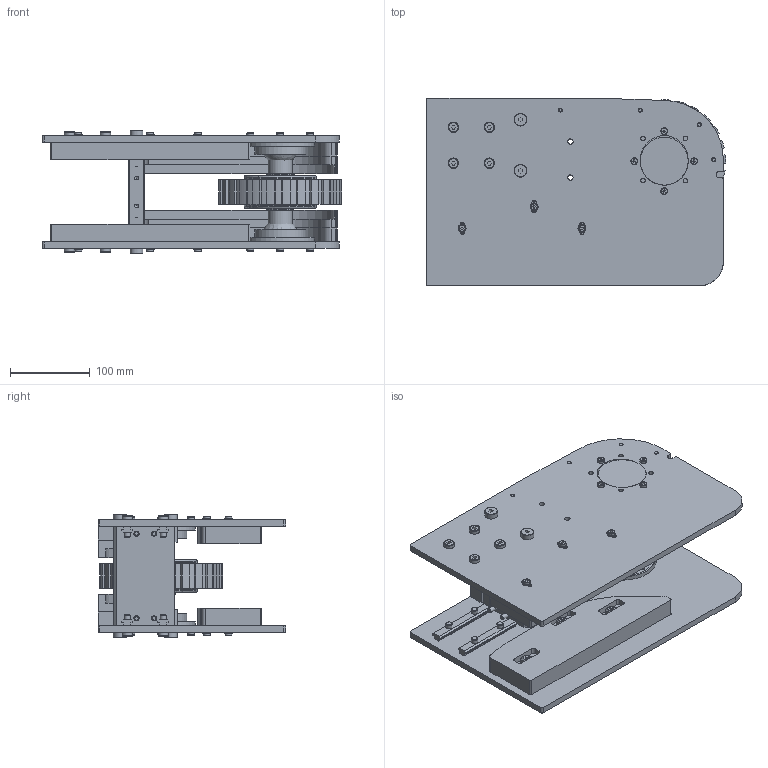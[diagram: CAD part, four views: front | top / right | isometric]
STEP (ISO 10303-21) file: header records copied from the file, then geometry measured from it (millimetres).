
FILE_DESCRIPTION(/* description */ (''),/* implementation_level */ '2;1');
FILE_NAME(/* name */ '291381-1.step',/* time_stamp */ '2021-09-06T09:30:18+02:00',/* author */ ('MuellerJ'),/* organization */ (''),/* preprocessor_version */ 'ST-DEVELOPER v18.1',/* originating_system */ 'Autodesk Inventor 2021',/* authorisation */ '');
FILE_SCHEMA (('AUTOMOTIVE_DESIGN { 1 0 10303 214 3 1 1 }'));
Length unit declared in the file: millimetre
Products named in the file (22): MTW_1-00013606; MTW_1-00013558; 29-0742-0FZ.000; leer; 29-1310-0FZ.000; leer_1; leer_2; leer_3; leer_4; leer_5; 21-1029-1FZ.001; MTW_1-00013504; MTW_1-00013512; MTW_1-00013494; 29-1391-0FZ.001; MTW_1-00013552; leer_6; 21-1351-0FZ.004; leer_7; leer_8; MTW_1-00013528; Shoulder screw ISO 7379-10-M8-20
Assembly tree (80 placements, depth 2):
  MTW_1-00013606
    MTW_1-00013558  x2
    29-0742-0FZ.000  x2
    leer  x2
    29-1310-0FZ.000
    leer_1
    leer_2
    leer_3  x2
    leer_4  x16
    leer_5  x8
    21-1029-1FZ.001  x4
    21-1351-0FZ.004  x6
    leer_8  x6
    leer_7  x6
    MTW_1-00013504
    MTW_1-00013512
    MTW_1-00013494  x2
    29-1391-0FZ.001  x8
    MTW_1-00013552
    leer_6  x4
    MTW_1-00013528  x2
    Shoulder screw ISO 7379-10-M8-20  x4
Bounding box: 374.99 x 235 x 155 mm (x, y, z)
Volume: 3581605.4 mm3; surface area: 816927.2 mm2
Topology: 80 solids, 82 shells, 1936 faces, 4984 edges, 3319 vertices
Faces by surface type: plane 1141, cylinder 468, cone 165, torus 112, sphere 50
Full cylindrical faces by diameter (mm): 2 x4, 4.134 x30, 4.917 x2, 5 x30, 5.3 x6, 5.5 x24, 6 x8, 6.6 x4, 6.647 x12, 8 x12, 8.2 x8, 8.376 x4, 8.5 x22, 9.6 x4, 10 x38, 10.4 x8, 11 x4, 13 x8, 16 x4, 25 x4, 28.6 x2, 30 x3, 32.9 x10, 33.5 x4, 45.15 x4, 46 x2, 52 x4, 60 x2, 64 x2, 86 x2
Entity records: 30309 total; most frequent: CARTESIAN_POINT 5271, DIRECTION 5112, ORIENTED_EDGE 4820, EDGE_CURVE 2410, AXIS2_PLACEMENT_3D 1732, LINE 1648, VECTOR 1648, VERTEX_POINT 1646
